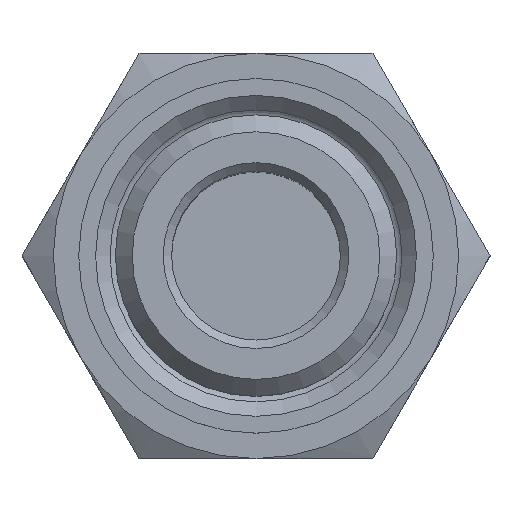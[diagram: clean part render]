
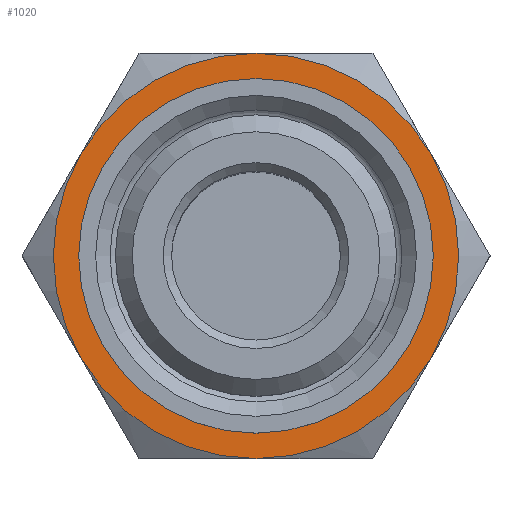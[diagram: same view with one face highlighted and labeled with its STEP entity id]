
A CAD part, top view. The second image highlights one B-rep face of the part: STEP entity #1020.
In plain terms, the highlighted planar face has unit normal (0, 0, 1).
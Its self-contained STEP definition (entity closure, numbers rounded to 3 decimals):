
#57=PLANE('',#1141);
#207=FACE_BOUND('',#331,.T.);
#240=FACE_OUTER_BOUND('',#330,.T.);
#330=EDGE_LOOP('',(#761,#762,#763,#764,#765,#766));
#331=EDGE_LOOP('',(#767));
#414=CIRCLE('',#1124,10.5);
#415=CIRCLE('',#1126,12.);
#416=CIRCLE('',#1128,12.);
#417=CIRCLE('',#1130,12.);
#418=CIRCLE('',#1132,12.);
#419=CIRCLE('',#1134,12.);
#420=CIRCLE('',#1136,12.);
#471=VERTEX_POINT('',#1567);
#473=VERTEX_POINT('',#1571);
#474=VERTEX_POINT('',#1575);
#476=VERTEX_POINT('',#1582);
#478=VERTEX_POINT('',#1592);
#480=VERTEX_POINT('',#1605);
#482=VERTEX_POINT('',#1615);
#564=EDGE_CURVE('',#471,#471,#414,.T.);
#567=EDGE_CURVE('',#473,#474,#415,.T.);
#570=EDGE_CURVE('',#476,#473,#416,.T.);
#573=EDGE_CURVE('',#478,#476,#417,.T.);
#575=EDGE_CURVE('',#480,#478,#418,.T.);
#578=EDGE_CURVE('',#482,#480,#419,.T.);
#581=EDGE_CURVE('',#474,#482,#420,.T.);
#761=ORIENTED_EDGE('',*,*,#581,.T.);
#762=ORIENTED_EDGE('',*,*,#578,.T.);
#763=ORIENTED_EDGE('',*,*,#575,.T.);
#764=ORIENTED_EDGE('',*,*,#573,.T.);
#765=ORIENTED_EDGE('',*,*,#570,.T.);
#766=ORIENTED_EDGE('',*,*,#567,.T.);
#767=ORIENTED_EDGE('',*,*,#564,.F.);
#1020=ADVANCED_FACE('',(#240,#207),#57,.F.);
#1124=AXIS2_PLACEMENT_3D('',#1568,#1287,#1288);
#1126=AXIS2_PLACEMENT_3D('',#1579,#1291,#1292);
#1128=AXIS2_PLACEMENT_3D('',#1589,#1295,#1296);
#1130=AXIS2_PLACEMENT_3D('',#1599,#1299,#1300);
#1132=AXIS2_PLACEMENT_3D('',#1606,#1303,#1304);
#1134=AXIS2_PLACEMENT_3D('',#1616,#1307,#1308);
#1136=AXIS2_PLACEMENT_3D('',#1625,#1311,#1312);
#1141=AXIS2_PLACEMENT_3D('',#1671,#1326,#1327);
#1287=DIRECTION('center_axis',(0.,0.,1.));
#1288=DIRECTION('ref_axis',(-1.,0.,0.));
#1291=DIRECTION('center_axis',(0.,0.,1.));
#1292=DIRECTION('ref_axis',(-1.,0.,0.));
#1295=DIRECTION('center_axis',(0.,0.,1.));
#1296=DIRECTION('ref_axis',(-1.,0.,0.));
#1299=DIRECTION('center_axis',(0.,0.,1.));
#1300=DIRECTION('ref_axis',(-1.,0.,0.));
#1303=DIRECTION('center_axis',(0.,0.,1.));
#1304=DIRECTION('ref_axis',(-1.,0.,0.));
#1307=DIRECTION('center_axis',(0.,0.,1.));
#1308=DIRECTION('ref_axis',(-1.,0.,0.));
#1311=DIRECTION('center_axis',(0.,0.,1.));
#1312=DIRECTION('ref_axis',(-1.,0.,0.));
#1326=DIRECTION('center_axis',(0.,0.,-1.));
#1327=DIRECTION('ref_axis',(-1.,0.,0.));
#1567=CARTESIAN_POINT('',(31.853,16.662,22.));
#1568=CARTESIAN_POINT('Origin',(21.353,16.662,22.));
#1571=CARTESIAN_POINT('',(31.745,10.662,22.));
#1575=CARTESIAN_POINT('',(31.745,22.662,22.));
#1579=CARTESIAN_POINT('Origin',(21.353,16.662,22.));
#1582=CARTESIAN_POINT('',(21.353,4.662,22.));
#1589=CARTESIAN_POINT('Origin',(21.353,16.662,22.));
#1592=CARTESIAN_POINT('',(10.961,10.662,22.));
#1599=CARTESIAN_POINT('Origin',(21.353,16.662,22.));
#1605=CARTESIAN_POINT('',(10.961,22.662,22.));
#1606=CARTESIAN_POINT('Origin',(21.353,16.662,22.));
#1615=CARTESIAN_POINT('',(21.353,28.662,22.));
#1616=CARTESIAN_POINT('Origin',(21.353,16.662,22.));
#1625=CARTESIAN_POINT('Origin',(21.353,16.662,22.));
#1671=CARTESIAN_POINT('Origin',(8.122,16.662,22.));
